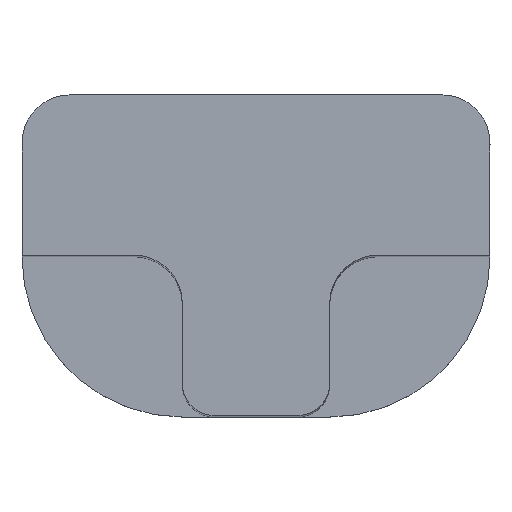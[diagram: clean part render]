
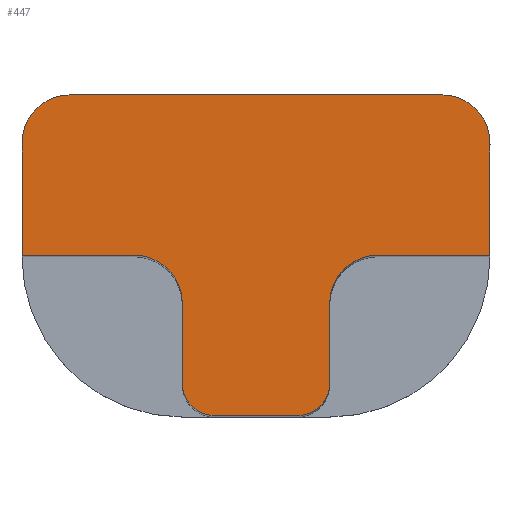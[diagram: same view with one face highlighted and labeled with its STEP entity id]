
A CAD part, top view. The second image highlights one B-rep face of the part: STEP entity #447.
In plain terms, the highlighted face is planar.
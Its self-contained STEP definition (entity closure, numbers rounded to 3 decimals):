
#37=FACE_OUTER_BOUND('',#63,.T.);
#63=EDGE_LOOP('',(#305,#306,#307,#308,#309,#310,#311,#312,#313,#314,#315,
#316,#317,#318));
#95=CIRCLE('',#489,7.5);
#96=CIRCLE('',#490,7.5);
#97=CIRCLE('',#491,5.);
#98=CIRCLE('',#492,5.);
#99=CIRCLE('',#493,7.5);
#100=CIRCLE('',#494,7.5);
#119=LINE('',#690,#159);
#120=LINE('',#694,#160);
#121=LINE('',#696,#161);
#122=LINE('',#700,#162);
#123=LINE('',#704,#163);
#124=LINE('',#708,#164);
#125=LINE('',#712,#165);
#126=LINE('',#714,#166);
#159=VECTOR('',#545,10.);
#160=VECTOR('',#548,10.);
#161=VECTOR('',#549,10.);
#162=VECTOR('',#552,10.);
#163=VECTOR('',#555,10.);
#164=VECTOR('',#558,10.);
#165=VECTOR('',#561,10.);
#166=VECTOR('',#562,10.);
#199=VERTEX_POINT('',#688);
#200=VERTEX_POINT('',#689);
#201=VERTEX_POINT('',#691);
#202=VERTEX_POINT('',#693);
#203=VERTEX_POINT('',#695);
#204=VERTEX_POINT('',#697);
#205=VERTEX_POINT('',#699);
#206=VERTEX_POINT('',#701);
#207=VERTEX_POINT('',#703);
#208=VERTEX_POINT('',#705);
#209=VERTEX_POINT('',#707);
#210=VERTEX_POINT('',#709);
#211=VERTEX_POINT('',#711);
#212=VERTEX_POINT('',#713);
#241=EDGE_CURVE('',#199,#200,#119,.T.);
#242=EDGE_CURVE('',#201,#199,#95,.T.);
#243=EDGE_CURVE('',#202,#201,#120,.T.);
#244=EDGE_CURVE('',#203,#202,#121,.T.);
#245=EDGE_CURVE('',#204,#203,#96,.T.);
#246=EDGE_CURVE('',#205,#204,#122,.T.);
#247=EDGE_CURVE('',#206,#205,#97,.T.);
#248=EDGE_CURVE('',#207,#206,#123,.T.);
#249=EDGE_CURVE('',#208,#207,#98,.T.);
#250=EDGE_CURVE('',#209,#208,#124,.T.);
#251=EDGE_CURVE('',#210,#209,#99,.T.);
#252=EDGE_CURVE('',#211,#210,#125,.T.);
#253=EDGE_CURVE('',#212,#211,#126,.T.);
#254=EDGE_CURVE('',#200,#212,#100,.T.);
#305=ORIENTED_EDGE('',*,*,#241,.F.);
#306=ORIENTED_EDGE('',*,*,#242,.F.);
#307=ORIENTED_EDGE('',*,*,#243,.F.);
#308=ORIENTED_EDGE('',*,*,#244,.F.);
#309=ORIENTED_EDGE('',*,*,#245,.F.);
#310=ORIENTED_EDGE('',*,*,#246,.F.);
#311=ORIENTED_EDGE('',*,*,#247,.F.);
#312=ORIENTED_EDGE('',*,*,#248,.F.);
#313=ORIENTED_EDGE('',*,*,#249,.F.);
#314=ORIENTED_EDGE('',*,*,#250,.F.);
#315=ORIENTED_EDGE('',*,*,#251,.F.);
#316=ORIENTED_EDGE('',*,*,#252,.F.);
#317=ORIENTED_EDGE('',*,*,#253,.F.);
#318=ORIENTED_EDGE('',*,*,#254,.F.);
#433=PLANE('',#488);
#447=ADVANCED_FACE('',(#37),#433,.F.);
#488=AXIS2_PLACEMENT_3D('',#687,#543,#544);
#489=AXIS2_PLACEMENT_3D('',#692,#546,#547);
#490=AXIS2_PLACEMENT_3D('',#698,#550,#551);
#491=AXIS2_PLACEMENT_3D('',#702,#553,#554);
#492=AXIS2_PLACEMENT_3D('',#706,#556,#557);
#493=AXIS2_PLACEMENT_3D('',#710,#559,#560);
#494=AXIS2_PLACEMENT_3D('',#715,#563,#564);
#543=DIRECTION('center_axis',(0.,-1.,0.));
#544=DIRECTION('ref_axis',(-1.,0.,0.));
#545=DIRECTION('',(0.,0.,1.));
#546=DIRECTION('center_axis',(0.,-1.,0.));
#547=DIRECTION('ref_axis',(0.707,0.,-0.707));
#548=DIRECTION('',(1.,0.,0.));
#549=DIRECTION('',(0.,0.,-1.));
#550=DIRECTION('center_axis',(0.,1.,0.));
#551=DIRECTION('ref_axis',(0.707,0.,0.707));
#552=DIRECTION('',(1.,0.,0.));
#553=DIRECTION('center_axis',(0.,-1.,0.));
#554=DIRECTION('ref_axis',(-0.707,0.,-0.707));
#555=DIRECTION('',(0.,0.,-1.));
#556=DIRECTION('center_axis',(0.,-1.,0.));
#557=DIRECTION('ref_axis',(-0.707,0.,0.707));
#558=DIRECTION('',(-1.,0.,0.));
#559=DIRECTION('center_axis',(0.,1.,0.));
#560=DIRECTION('ref_axis',(0.707,0.,-0.707));
#561=DIRECTION('',(0.,0.,-1.));
#562=DIRECTION('',(-1.,0.,0.));
#563=DIRECTION('center_axis',(0.,-1.,0.));
#564=DIRECTION('ref_axis',(0.707,0.,0.707));
#687=CARTESIAN_POINT('Origin',(-10.1,37.21,-35.693));
#688=CARTESIAN_POINT('',(-37.7,37.21,-64.693));
#689=CARTESIAN_POINT('',(-37.7,37.21,-6.693));
#690=CARTESIAN_POINT('',(-37.7,37.21,-47.193));
#691=CARTESIAN_POINT('',(-45.2,37.21,-72.193));
#692=CARTESIAN_POINT('Origin',(-45.2,37.21,-64.693));
#693=CARTESIAN_POINT('',(-62.7,37.21,-72.193));
#694=CARTESIAN_POINT('',(-37.7,37.21,-72.193));
#695=CARTESIAN_POINT('',(-62.7,37.21,-54.693));
#696=CARTESIAN_POINT('',(-62.7,37.21,-72.193));
#697=CARTESIAN_POINT('',(-70.2,37.21,-47.193));
#698=CARTESIAN_POINT('Origin',(-70.2,37.21,-54.693));
#699=CARTESIAN_POINT('',(-82.7,37.21,-47.193));
#700=CARTESIAN_POINT('',(-62.7,37.21,-47.193));
#701=CARTESIAN_POINT('',(-87.7,37.21,-42.193));
#702=CARTESIAN_POINT('Origin',(-82.7,37.21,-42.193));
#703=CARTESIAN_POINT('',(-87.7,37.21,-29.193));
#704=CARTESIAN_POINT('',(-87.7,37.21,-47.193));
#705=CARTESIAN_POINT('',(-82.7,37.21,-24.193));
#706=CARTESIAN_POINT('Origin',(-82.7,37.21,-29.193));
#707=CARTESIAN_POINT('',(-70.2,37.21,-24.193));
#708=CARTESIAN_POINT('',(-62.7,37.21,-24.193));
#709=CARTESIAN_POINT('',(-62.7,37.21,-16.693));
#710=CARTESIAN_POINT('Origin',(-70.2,37.21,-16.693));
#711=CARTESIAN_POINT('',(-62.7,37.21,0.807));
#712=CARTESIAN_POINT('',(-62.7,37.21,-24.193));
#713=CARTESIAN_POINT('',(-45.2,37.21,0.807));
#714=CARTESIAN_POINT('',(-37.7,37.21,0.807));
#715=CARTESIAN_POINT('Origin',(-45.2,37.21,-6.693));
